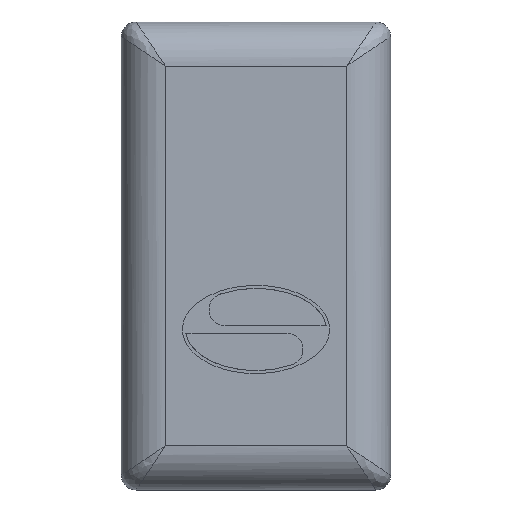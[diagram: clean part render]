
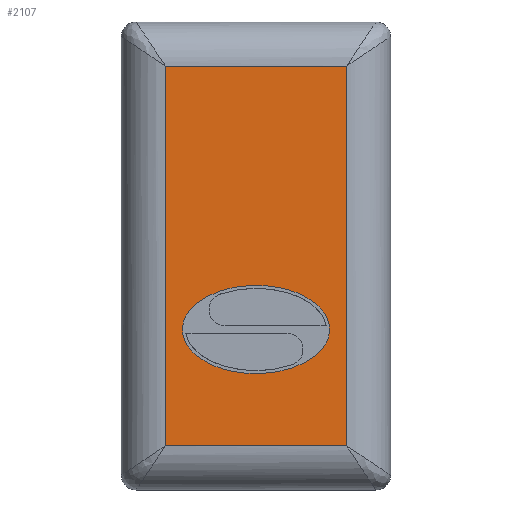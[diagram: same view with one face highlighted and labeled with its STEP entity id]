
A CAD part, top view. The second image highlights one B-rep face of the part: STEP entity #2107.
In plain terms, the highlighted planar face has unit normal (0, 0, 1).
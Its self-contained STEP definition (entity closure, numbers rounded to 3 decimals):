
#950=DIRECTION('',(-1.,0.,0.));
#951=VECTOR('',#950,12.3);
#952=CARTESIAN_POINT('',(6.15,12.9,3.5));
#953=LINE('',#952,#951);
#957=DIRECTION('',(0.,1.,0.));
#958=VECTOR('',#957,25.8);
#959=CARTESIAN_POINT('',(6.15,-12.9,3.5));
#960=LINE('',#959,#958);
#964=DIRECTION('',(1.,0.,0.));
#965=VECTOR('',#964,12.3);
#966=CARTESIAN_POINT('',(-6.15,-12.9,3.5));
#967=LINE('',#966,#965);
#971=DIRECTION('',(0.,-1.,0.));
#972=VECTOR('',#971,25.8);
#973=CARTESIAN_POINT('',(-6.15,12.9,3.5));
#974=LINE('',#973,#972);
#978=CARTESIAN_POINT('',(5.,-5.,3.5));
#979=CARTESIAN_POINT('',(5.,-4.646,3.5));
#980=CARTESIAN_POINT('',(4.787,-3.882,3.5));
#981=CARTESIAN_POINT('',(3.832,-2.994,3.5));
#982=CARTESIAN_POINT('',(2.752,-2.47,3.5));
#983=CARTESIAN_POINT('',(1.846,-2.191,3.5));
#984=CARTESIAN_POINT('',(1.063,-2.058,3.5));
#985=CARTESIAN_POINT('',(0.447,-2.008,3.5));
#986=CARTESIAN_POINT('',(0.,-1.996,3.5));
#987=CARTESIAN_POINT('',(-0.447,-2.008,3.5));
#988=CARTESIAN_POINT('',(-1.063,-2.058,3.5));
#989=CARTESIAN_POINT('',(-1.846,-2.191,3.5));
#990=CARTESIAN_POINT('',(-2.752,-2.47,3.5));
#991=CARTESIAN_POINT('',(-3.832,-2.994,3.5));
#992=CARTESIAN_POINT('',(-4.787,-3.882,3.5));
#993=CARTESIAN_POINT('',(-5.,-4.646,3.5));
#994=CARTESIAN_POINT('',(-5.,-5.,3.5));
#999=CARTESIAN_POINT('',(-5.,-5.,3.5));
#1000=CARTESIAN_POINT('',(-5.,-5.354,3.5));
#1001=CARTESIAN_POINT('',(-4.787,-6.118,3.5));
#1002=CARTESIAN_POINT('',(-3.832,-7.006,3.5));
#1003=CARTESIAN_POINT('',(-2.752,-7.53,3.5));
#1004=CARTESIAN_POINT('',(-1.846,-7.809,3.5));
#1005=CARTESIAN_POINT('',(-1.063,-7.942,3.5));
#1006=CARTESIAN_POINT('',(-0.447,-7.992,3.5));
#1007=CARTESIAN_POINT('',(0.,-8.004,3.5));
#1008=CARTESIAN_POINT('',(0.447,-7.992,3.5));
#1009=CARTESIAN_POINT('',(1.063,-7.942,3.5));
#1010=CARTESIAN_POINT('',(1.846,-7.809,3.5));
#1011=CARTESIAN_POINT('',(2.752,-7.53,3.5));
#1012=CARTESIAN_POINT('',(3.832,-7.006,3.5));
#1013=CARTESIAN_POINT('',(4.787,-6.118,3.5));
#1014=CARTESIAN_POINT('',(5.,-5.354,3.5));
#1015=CARTESIAN_POINT('',(5.,-5.,3.5));
#1522=CARTESIAN_POINT('',(6.15,12.9,3.5));
#1523=CARTESIAN_POINT('',(-6.15,12.9,3.5));
#1524=VERTEX_POINT('',#1522);
#1525=VERTEX_POINT('',#1523);
#1534=CARTESIAN_POINT('',(-6.15,-12.9,3.5));
#1535=VERTEX_POINT('',#1534);
#1540=CARTESIAN_POINT('',(6.15,-12.9,3.5));
#1541=VERTEX_POINT('',#1540);
#1558=VERTEX_POINT('',#978);
#1559=VERTEX_POINT('',#994);
#2087=CARTESIAN_POINT('',(0.,0.,3.5));
#2088=DIRECTION('',(0.,0.,1.));
#2089=DIRECTION('',(1.,0.,0.));
#2090=AXIS2_PLACEMENT_3D('',#2087,#2088,#2089);
#2091=PLANE('',#2090);
#2092=ORIENTED_EDGE('',*,*,#2077,.F.);
#2094=ORIENTED_EDGE('',*,*,#2093,.F.);
#2096=ORIENTED_EDGE('',*,*,#2095,.F.);
#2098=ORIENTED_EDGE('',*,*,#2097,.F.);
#2099=EDGE_LOOP('',(#2092,#2094,#2096,#2098));
#2100=FACE_OUTER_BOUND('',#2099,.F.);
#2102=ORIENTED_EDGE('',*,*,#2101,.T.);
#2104=ORIENTED_EDGE('',*,*,#2103,.T.);
#2105=EDGE_LOOP('',(#2102,#2104));
#2106=FACE_BOUND('',#2105,.F.);
#995=B_SPLINE_CURVE_WITH_KNOTS('',3,(#978,#979,#980,#981,#982,#983,#984,#985,
#986,#987,#988,#989,#990,#991,#992,#993,#994),.UNSPECIFIED.,.F.,.F.,(4,1,1,1,1,
1,1,1,1,1,1,1,1,1,4),(0.,0.125,0.25,0.313,0.375,0.438,0.469,
0.5,0.531,0.563,0.625,0.688,0.75,0.875,1.),.UNSPECIFIED.);
#1016=B_SPLINE_CURVE_WITH_KNOTS('',3,(#999,#1000,#1001,#1002,#1003,#1004,#1005,
#1006,#1007,#1008,#1009,#1010,#1011,#1012,#1013,#1014,#1015),.UNSPECIFIED.,.F.,
.F.,(4,1,1,1,1,1,1,1,1,1,1,1,1,1,4),(0.,0.125,0.25,0.313,0.375,
0.438,0.469,0.5,0.531,0.563,0.625,0.688,0.75,0.875,
1.),.UNSPECIFIED.);
#2077=EDGE_CURVE('',#1524,#1525,#953,.T.);
#2093=EDGE_CURVE('',#1541,#1524,#960,.T.);
#2095=EDGE_CURVE('',#1535,#1541,#967,.T.);
#2097=EDGE_CURVE('',#1525,#1535,#974,.T.);
#2101=EDGE_CURVE('',#1558,#1559,#995,.T.);
#2103=EDGE_CURVE('',#1559,#1558,#1016,.T.);
#2107=ADVANCED_FACE('',(#2100,#2106),#2091,.T.);
